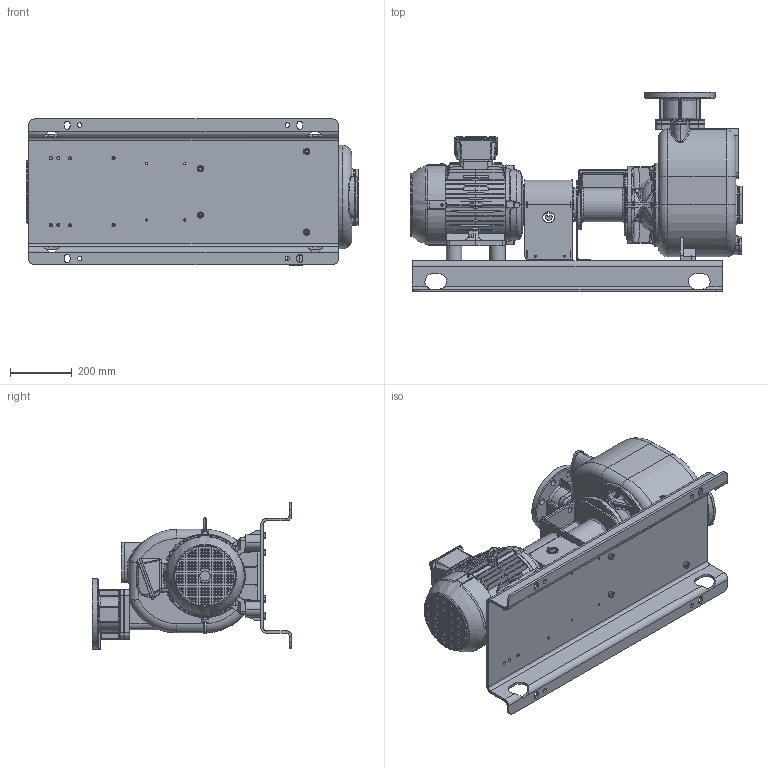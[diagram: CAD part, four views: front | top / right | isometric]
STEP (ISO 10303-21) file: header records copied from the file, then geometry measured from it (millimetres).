
FILE_DESCRIPTION((''),'2;1');
FILE_NAME('S105-50_B_FIT','2022-05-06T16:33:28',('Nicola'),(''),'CREO PARAMETRIC BY PTC INC, 2020354','CREO PARAMETRIC BY PTC INC, 2020354','');
FILE_SCHEMA(('CONFIG_CONTROL_DESIGN'));
Products named in the file (1): S105-50_B_FIT
Bounding box: 1071 x 644 x 471 mm (x, y, z)
Volume: 61521711.7 mm3; surface area: 3501531.9 mm2
Topology: 5 solids, 5 shells, 4181 faces, 10574 edges, 6634 vertices
Faces by surface type: plane 2450, cylinder 615, bspline 612, cone 290, torus 159, sphere 35, revolution 12, extrusion 8
Entity records: 190226 total; most frequent: CARTESIAN_POINT 94619, ORIENTED_EDGE 21120, DIRECTION 17632, EDGE_CURVE 10560, VERTEX_POINT 6634, VECTOR 6082, LINE 6074, AXIS2_PLACEMENT_3D 5769
